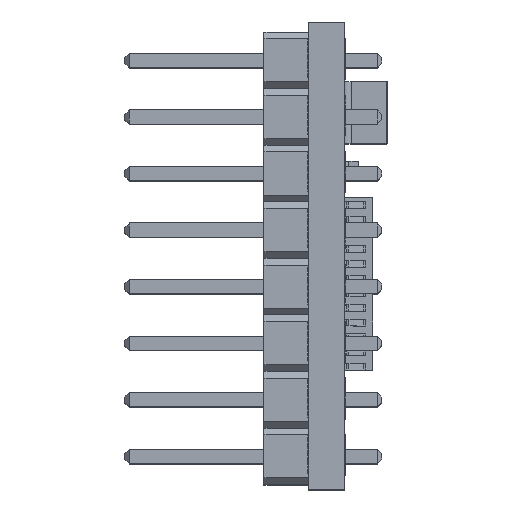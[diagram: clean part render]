
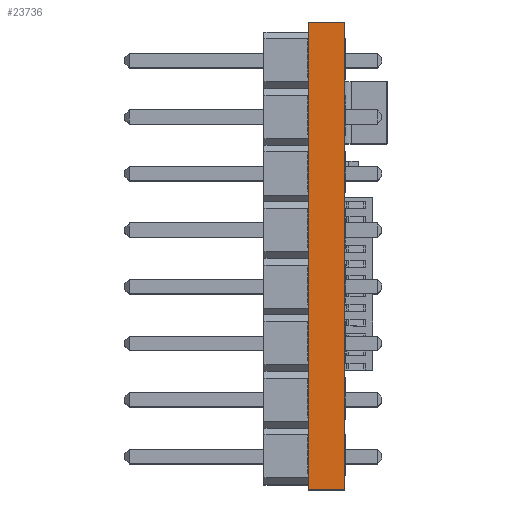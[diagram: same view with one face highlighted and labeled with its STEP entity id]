
A CAD part, top view. The second image highlights one B-rep face of the part: STEP entity #23736.
In plain terms, the highlighted planar face has unit normal (0, 0, 1).
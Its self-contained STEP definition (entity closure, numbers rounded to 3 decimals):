
#406=PLANE('',#25366);
#1476=LINE('',#33020,#4213);
#1846=LINE('',#35090,#4583);
#1882=LINE('',#35176,#4619);
#1883=LINE('',#35178,#4620);
#4213=VECTOR('',#27115,1000.);
#4583=VECTOR('',#27549,1000.);
#4619=VECTOR('',#27621,1000.);
#4620=VECTOR('',#27624,1000.);
#7142=FACE_OUTER_BOUND('',#8564,.T.);
#8564=EDGE_LOOP('',(#16511,#16512,#16513,#16514));
#10436=VERTEX_POINT('',#33017);
#10437=VERTEX_POINT('',#33019);
#10884=VERTEX_POINT('',#35087);
#10885=VERTEX_POINT('',#35089);
#12604=EDGE_CURVE('',#10436,#10437,#1476,.T.);
#13078=EDGE_CURVE('',#10885,#10884,#1846,.T.);
#13130=EDGE_CURVE('',#10436,#10885,#1882,.T.);
#13131=EDGE_CURVE('',#10437,#10884,#1883,.T.);
#16511=ORIENTED_EDGE('',*,*,#13078,.T.);
#16512=ORIENTED_EDGE('',*,*,#13131,.F.);
#16513=ORIENTED_EDGE('',*,*,#12604,.F.);
#16514=ORIENTED_EDGE('',*,*,#13130,.T.);
#23736=ADVANCED_FACE('',(#7142),#406,.F.);
#25366=AXIS2_PLACEMENT_3D('',#35177,#27622,#27623);
#27115=DIRECTION('',(0.,-1.,0.));
#27549=DIRECTION('',(0.,-1.,0.));
#27621=DIRECTION('',(-1.,0.,0.));
#27622=DIRECTION('center_axis',(0.,0.,-1.));
#27623=DIRECTION('ref_axis',(0.,1.,0.));
#27624=DIRECTION('',(-1.,0.,0.));
#33017=CARTESIAN_POINT('',(1.626,10.49,10.452));
#33019=CARTESIAN_POINT('',(1.626,-10.49,10.452));
#33020=CARTESIAN_POINT('',(1.626,10.49,10.452));
#35087=CARTESIAN_POINT('',(0.,-10.49,10.452));
#35089=CARTESIAN_POINT('',(0.,10.49,10.452));
#35090=CARTESIAN_POINT('',(0.,10.49,10.452));
#35176=CARTESIAN_POINT('',(1.626,10.49,10.452));
#35177=CARTESIAN_POINT('Origin',(1.626,10.49,10.452));
#35178=CARTESIAN_POINT('',(1.626,-10.49,10.452));
